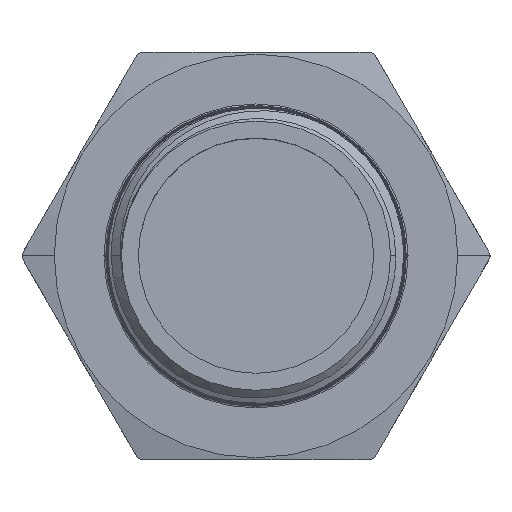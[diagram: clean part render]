
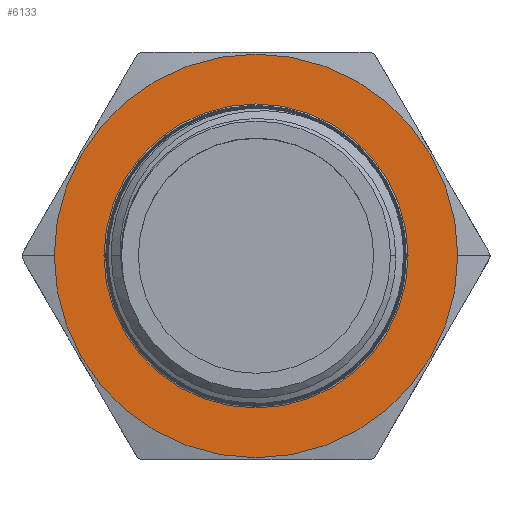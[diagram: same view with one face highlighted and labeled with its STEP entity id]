
A CAD part, top view. The second image highlights one B-rep face of the part: STEP entity #6133.
In plain terms, the highlighted planar face has unit normal (0, 0, 1).
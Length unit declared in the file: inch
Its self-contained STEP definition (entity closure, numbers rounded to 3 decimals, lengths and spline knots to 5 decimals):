
#52 = EDGE_LOOP ( 'NONE', ( #4302, #4281 ) ) ;
#90 = CIRCLE ( 'NONE', #4573, 1.115 ) ;
#92 = CIRCLE ( 'NONE', #4572, 0.84 ) ;
#131 = CIRCLE ( 'NONE', #4590, 1.115 ) ;
#147 = CIRCLE ( 'NONE', #4601, 0.84 ) ;
#929 = DIRECTION ( 'NONE',  ( 0., 0., 1. ) ) ;
#930 = CARTESIAN_POINT ( 'NONE',  ( -0.64952, -1.125, 0.24 ) ) ;
#932 = PLANE ( 'NONE',  #2780 ) ;
#934 = DIRECTION ( 'NONE',  ( 1., 0., 0. ) ) ;
#1058 = FACE_BOUND ( 'NONE', #52, .T. ) ;
#1059 = FACE_OUTER_BOUND ( 'NONE', #4181, .T. ) ;
#2780 = AXIS2_PLACEMENT_3D ( 'NONE', #930, #929, #934 ) ;
#4181 = EDGE_LOOP ( 'NONE', ( #4300, #4301 ) ) ;
#4185 = VERTEX_POINT ( 'NONE', #7627 ) ;
#4195 = VERTEX_POINT ( 'NONE', #7636 ) ;
#4196 = VERTEX_POINT ( 'NONE', #7637 ) ;
#4201 = VERTEX_POINT ( 'NONE', #7642 ) ;
#4281 = ORIENTED_EDGE ( 'NONE', *, *, #4465, .T. ) ;
#4300 = ORIENTED_EDGE ( 'NONE', *, *, #4521, .F. ) ;
#4301 = ORIENTED_EDGE ( 'NONE', *, *, #4466, .F. ) ;
#4302 = ORIENTED_EDGE ( 'NONE', *, *, #4538, .T. ) ;
#4465 = EDGE_CURVE ( 'NONE', #4196, #4195, #92, .T. ) ;
#4466 = EDGE_CURVE ( 'NONE', #4201, #4185, #90, .T. ) ;
#4521 = EDGE_CURVE ( 'NONE', #4185, #4201, #131, .T. ) ;
#4538 = EDGE_CURVE ( 'NONE', #4195, #4196, #147, .T. ) ;
#4572 = AXIS2_PLACEMENT_3D ( 'NONE', #6322, #6323, #6324 ) ;
#4573 = AXIS2_PLACEMENT_3D ( 'NONE', #6327, #6328, #6329 ) ;
#4590 = AXIS2_PLACEMENT_3D ( 'NONE', #4758, #4759, #4760 ) ;
#4601 = AXIS2_PLACEMENT_3D ( 'NONE', #4826, #4827, #4828 ) ;
#4758 = CARTESIAN_POINT ( 'NONE',  ( 0., 0., 0.24 ) ) ;
#4759 = DIRECTION ( 'NONE',  ( 0., 0., -1. ) ) ;
#4760 = DIRECTION ( 'NONE',  ( -1., 0., 0. ) ) ;
#4826 = CARTESIAN_POINT ( 'NONE',  ( 0., 0., 0.24 ) ) ;
#4827 = DIRECTION ( 'NONE',  ( 0., 0., -1. ) ) ;
#4828 = DIRECTION ( 'NONE',  ( 1., 0., 0. ) ) ;
#6133 = ADVANCED_FACE ( 'NONE', ( #1059, #1058 ), #932, .T. ) ;
#6322 = CARTESIAN_POINT ( 'NONE',  ( 0., 0., 0.24 ) ) ;
#6323 = DIRECTION ( 'NONE',  ( 0., 0., -1. ) ) ;
#6324 = DIRECTION ( 'NONE',  ( 1., 0., 0. ) ) ;
#6327 = CARTESIAN_POINT ( 'NONE',  ( 0., 0., 0.24 ) ) ;
#6328 = DIRECTION ( 'NONE',  ( 0., 0., -1. ) ) ;
#6329 = DIRECTION ( 'NONE',  ( -1., 0., 0. ) ) ;
#7627 = CARTESIAN_POINT ( 'NONE',  ( -1.115, 0., 0.24 ) ) ;
#7636 = CARTESIAN_POINT ( 'NONE',  ( 0.84, 0., 0.24 ) ) ;
#7637 = CARTESIAN_POINT ( 'NONE',  ( -0.84, 0., 0.24 ) ) ;
#7642 = CARTESIAN_POINT ( 'NONE',  ( 1.115, 0., 0.24 ) ) ;
